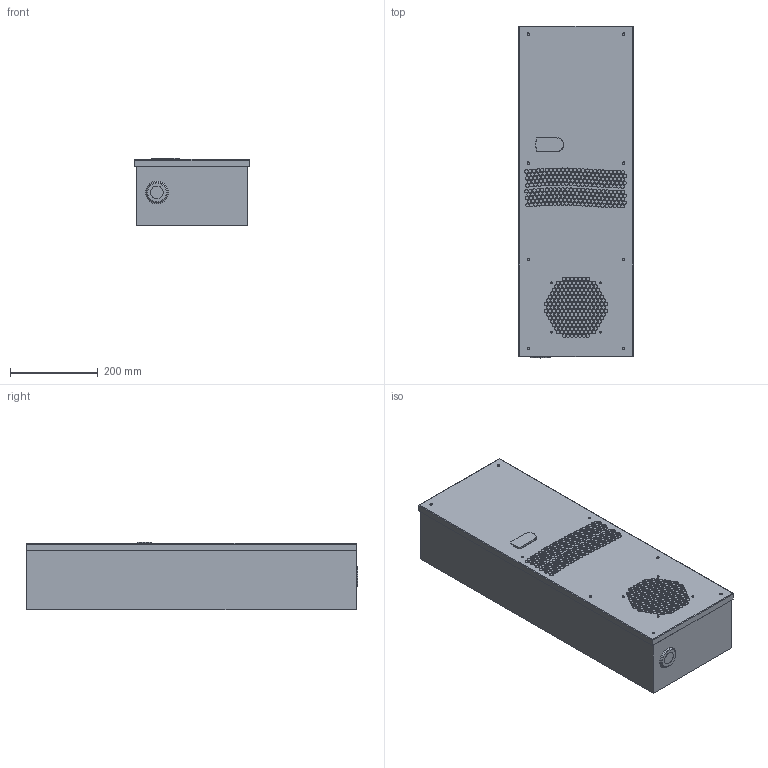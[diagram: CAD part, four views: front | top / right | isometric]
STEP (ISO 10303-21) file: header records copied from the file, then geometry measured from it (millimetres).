
FILE_DESCRIPTION (( 'STEP AP214' ), '1' );
FILE_NAME ('SCE-HE18W120V.STEP', '2024-03-27T13:40:07', ( '' ), ( '' ), 'SwSTEP 2.0', 'SolidWorks 2023', '' );
FILE_SCHEMA (( 'AUTOMOTIVE_DESIGN' ));
Length unit declared in the file: inch
Products named in the file (1): SCE-HE18W120V
Bounding box: 260 x 754.78 x 154.56 mm (x, y, z)
Volume: 28820733.8 mm3; surface area: 709130.9 mm2
Topology: 1 solids, 1 shells, 1377 faces, 2431 edges, 1619 vertices
Faces by surface type: plane 881, cylinder 493, torus 2, cone 1
Full cylindrical faces by diameter (mm): 4.5 x8, 5.5 x8, 7 x6, 8 x461, 16.5 x1, 28.5 x1
Entity records: 30965 total; most frequent: DIRECTION 5676, CARTESIAN_POINT 4950, ORIENTED_EDGE 3884, EDGE_LOOP 2428, AXIS2_PLACEMENT_3D 2360, EDGE_CURVE 1942, FACE_OUTER_BOUND 1864, VERTEX_POINT 1618
